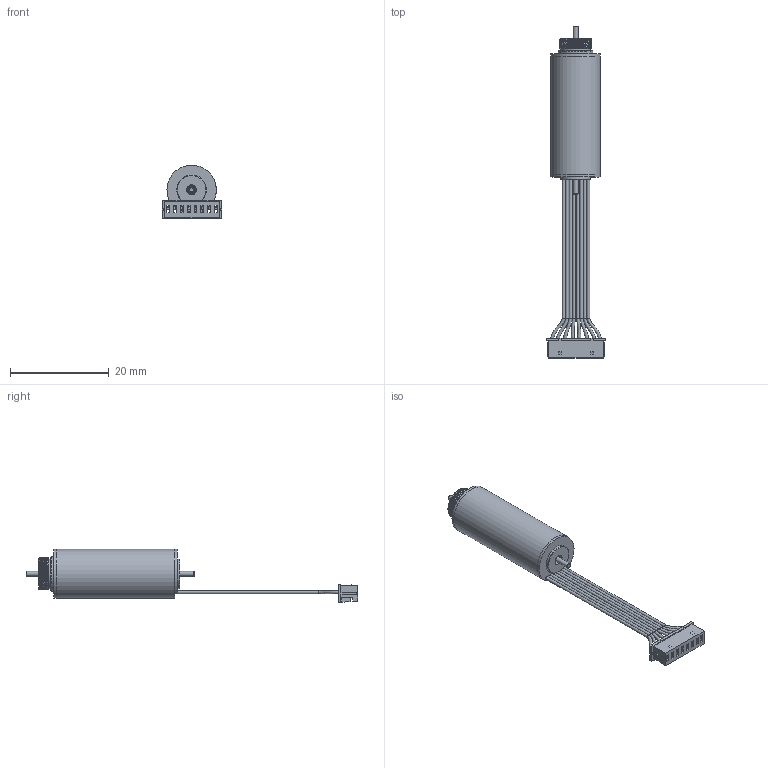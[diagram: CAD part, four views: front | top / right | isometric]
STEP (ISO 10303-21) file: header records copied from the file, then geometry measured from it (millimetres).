
FILE_DESCRIPTION (( 'STEP AP203' ), '1' );
FILE_NAME ('EC1025S.STEP', '2025-11-26T08:26:12', ( 'Windows 蚚誧' ), ( 'Organization' ), 'SwSTEP 2.0', 'SolidWorks 2020', '' );
FILE_SCHEMA (( 'CONFIG_CONTROL_DESIGN' ));
Length unit declared in the file: millimetre
Products named in the file (7): 01.07.0690 儂褲; 01.06.0131 粣創; 01.01.0947 ヶ傷裔; 01.02.0971 綴傷裔; 01.10.2141 粣; 01.14.0800 傷赽盄; EC1025S
Assembly tree (7 placements, depth 2):
  EC1025S
    01.07.0690 儂褲
    01.01.0947 ヶ傷裔
    01.02.0971 綴傷裔
    01.06.0131 粣創  x2
    01.10.2141 粣
    01.14.0800 傷赽盄
Bounding box: 12 x 67.28 x 10.89 mm (x, y, z)
Volume: 566 mm3; surface area: 3250.3 mm2
Topology: 18 solids, 27 shells, 457 faces, 1152 edges, 730 vertices
Faces by surface type: plane 291, cylinder 69, cone 41, sphere 24, torus 22, bspline 10
Full cylindrical faces by diameter (mm): 0.34 x8, 0.6 x8, 1 x3, 1.35 x4, 1.5 x8, 1.8 x4, 2 x2, 2.2 x4, 2.5 x4, 2.6 x4, 3 x4, 6 x2, 7 x1, 8 x1, 9 x2, 9.1 x1, 9.4 x1, 10 x2
Entity records: 13564 total; most frequent: CARTESIAN_POINT 3610, DIRECTION 1839, ORIENTED_EDGE 1718, EDGE_CURVE 911, LINE 741, VECTOR 741, VERTEX_POINT 644, AXIS2_PLACEMENT_3D 549
